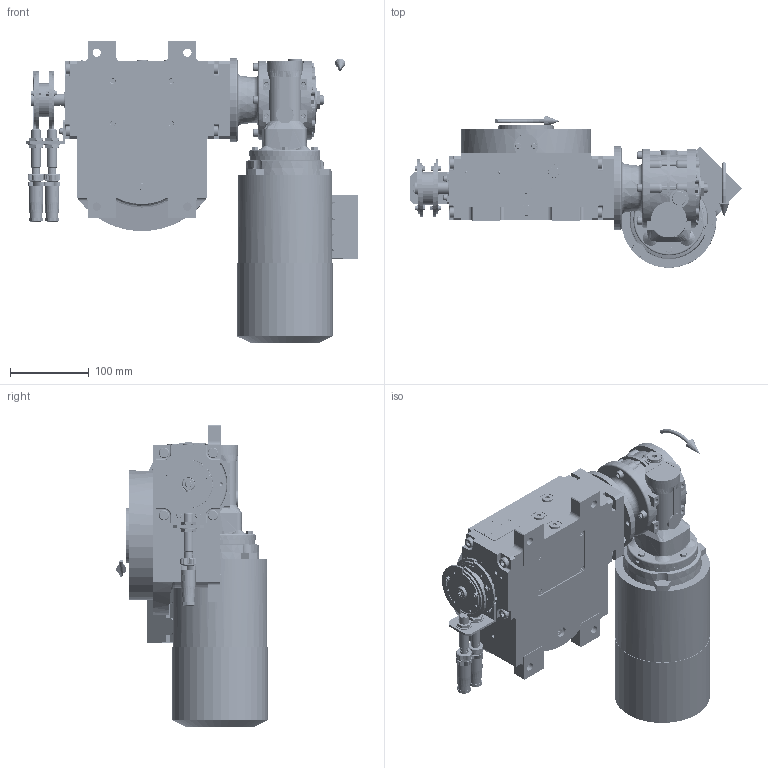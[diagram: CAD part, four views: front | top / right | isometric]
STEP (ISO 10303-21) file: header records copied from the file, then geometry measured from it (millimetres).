
FILE_DESCRIPTION (( 'STEP AP214' ), '1' );
FILE_NAME ('PC5200428.step', '2024-06-25T08:28:41', ( '' ), ( '' ), 'SwSTEP 2.0', 'SolidWorks 2020', '' );
FILE_SCHEMA (( 'AUTOMOTIVE_DESIGN' ));
Length unit declared in the file: millimetre
Products named in the file (86): cfn2000_01_129; CFN2010_01_006.stp; CFN2203_02_001.stp; cfn2003_01_063; cfn2077_01_018; freccia_angolare; cfn2000_01_147; AS_900_00_00_005; cfn2476_01_001_48x38; rig04_007_master; rig04_004_s_002; 900_38_30_003; rig04_001_a; 900_00_00_005; cfn2070_05_001; cfn2000_01_184; cfn2115_02_182; rig04_004_s_001; CFN2223_01-390X6-B.stp; cfn2128_04_011; rig04_071_6_m.stp; CFN2000_01_185.stp; cfn2107_01_001; cfn2104_01_016; PC5200428; RIG04_005_AF0.stp; cfn2205_01_012; cfn2400_04_024; RIG04_005_ASM.stp; olio_agip_blasia_150; cfn2151_01_087; AS_900_38_30_003; cfn2115_02_213; cfn2155_01_038; AS_rig04_004_s_001; RIG06_021_AF0.stp; cfn2055_01_002; CFN2155_01_007.stp; AS_cfn2400_04_024; CFN2356_03_051.stp ...
Assembly tree (83 placements, depth 5):
  CFN2010_01_006.stp
  CFN2203_02_001.stp
  cfn2077_01_018
  rig04_007_master
  CFN2223_01-390X6-B.stp
Bounding box: 420.63 x 191.99 x 382.99 mm (x, y, z)
Volume: 4797589.4 mm3; surface area: 752983.6 mm2
Topology: 84 solids, 84 shells, 5939 faces, 15081 edges, 9589 vertices
Faces by surface type: plane 2750, cylinder 2021, cone 981, torus 163, bspline 18, sphere 6
Entity records: 160727 total; most frequent: CARTESIAN_POINT 39482, DIRECTION 24358, ORIENTED_EDGE 23912, EDGE_CURVE 11956, AXIS2_PLACEMENT_3D 8959, VERTEX_POINT 7679, VECTOR 6440, LINE 6440
